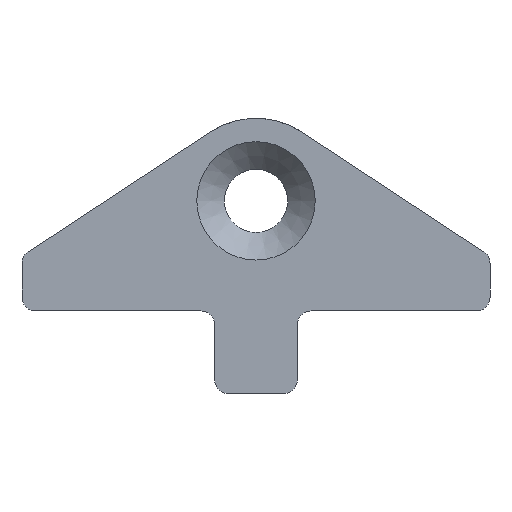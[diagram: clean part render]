
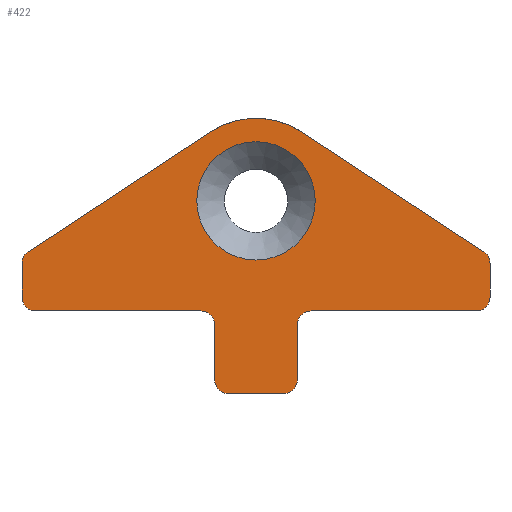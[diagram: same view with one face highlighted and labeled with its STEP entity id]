
A CAD part, front view. The second image highlights one B-rep face of the part: STEP entity #422.
In plain terms, the highlighted planar face has unit normal (0, -1, 0).
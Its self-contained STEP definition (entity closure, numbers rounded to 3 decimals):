
#25=FACE_BOUND('',#64,.T.);
#27=PLANE('',#461);
#40=FACE_OUTER_BOUND('',#63,.T.);
#63=EDGE_LOOP('',(#298,#299,#300,#301,#302,#303,#304,#305,#306,#307,#308,
#309,#310,#311,#312,#313,#314,#315));
#64=EDGE_LOOP('',(#316));
#88=LINE('',#652,#127);
#89=LINE('',#656,#128);
#90=LINE('',#660,#129);
#91=LINE('',#664,#130);
#92=LINE('',#668,#131);
#93=LINE('',#672,#132);
#94=LINE('',#676,#133);
#95=LINE('',#680,#134);
#96=LINE('',#683,#135);
#127=VECTOR('',#518,10.);
#128=VECTOR('',#521,10.);
#129=VECTOR('',#524,10.);
#130=VECTOR('',#527,10.);
#131=VECTOR('',#530,10.);
#132=VECTOR('',#533,10.);
#133=VECTOR('',#536,10.);
#134=VECTOR('',#539,10.);
#135=VECTOR('',#542,10.);
#166=CIRCLE('',#460,2.15);
#167=CIRCLE('',#462,0.5);
#168=CIRCLE('',#463,0.5);
#169=CIRCLE('',#464,0.5);
#170=CIRCLE('',#465,0.5);
#171=CIRCLE('',#466,3.);
#172=CIRCLE('',#467,0.5);
#173=CIRCLE('',#468,0.5);
#174=CIRCLE('',#469,0.5);
#175=CIRCLE('',#470,0.5);
#190=VERTEX_POINT('',#644);
#191=VERTEX_POINT('',#648);
#192=VERTEX_POINT('',#649);
#193=VERTEX_POINT('',#651);
#194=VERTEX_POINT('',#653);
#195=VERTEX_POINT('',#655);
#196=VERTEX_POINT('',#657);
#197=VERTEX_POINT('',#659);
#198=VERTEX_POINT('',#661);
#199=VERTEX_POINT('',#663);
#200=VERTEX_POINT('',#665);
#201=VERTEX_POINT('',#667);
#202=VERTEX_POINT('',#669);
#203=VERTEX_POINT('',#671);
#204=VERTEX_POINT('',#673);
#205=VERTEX_POINT('',#675);
#206=VERTEX_POINT('',#677);
#207=VERTEX_POINT('',#679);
#208=VERTEX_POINT('',#681);
#233=EDGE_CURVE('',#190,#190,#166,.T.);
#234=EDGE_CURVE('',#191,#192,#167,.T.);
#235=EDGE_CURVE('',#191,#193,#88,.T.);
#236=EDGE_CURVE('',#194,#193,#168,.T.);
#237=EDGE_CURVE('',#195,#194,#89,.T.);
#238=EDGE_CURVE('',#196,#195,#169,.T.);
#239=EDGE_CURVE('',#197,#196,#90,.T.);
#240=EDGE_CURVE('',#198,#197,#170,.T.);
#241=EDGE_CURVE('',#198,#199,#91,.T.);
#242=EDGE_CURVE('',#200,#199,#171,.T.);
#243=EDGE_CURVE('',#201,#200,#92,.T.);
#244=EDGE_CURVE('',#202,#201,#172,.T.);
#245=EDGE_CURVE('',#203,#202,#93,.T.);
#246=EDGE_CURVE('',#204,#203,#173,.T.);
#247=EDGE_CURVE('',#205,#204,#94,.T.);
#248=EDGE_CURVE('',#206,#205,#174,.T.);
#249=EDGE_CURVE('',#206,#207,#95,.T.);
#250=EDGE_CURVE('',#208,#207,#175,.T.);
#251=EDGE_CURVE('',#208,#192,#96,.T.);
#298=ORIENTED_EDGE('',*,*,#234,.F.);
#299=ORIENTED_EDGE('',*,*,#235,.T.);
#300=ORIENTED_EDGE('',*,*,#236,.F.);
#301=ORIENTED_EDGE('',*,*,#237,.F.);
#302=ORIENTED_EDGE('',*,*,#238,.F.);
#303=ORIENTED_EDGE('',*,*,#239,.F.);
#304=ORIENTED_EDGE('',*,*,#240,.F.);
#305=ORIENTED_EDGE('',*,*,#241,.T.);
#306=ORIENTED_EDGE('',*,*,#242,.F.);
#307=ORIENTED_EDGE('',*,*,#243,.F.);
#308=ORIENTED_EDGE('',*,*,#244,.F.);
#309=ORIENTED_EDGE('',*,*,#245,.F.);
#310=ORIENTED_EDGE('',*,*,#246,.F.);
#311=ORIENTED_EDGE('',*,*,#247,.F.);
#312=ORIENTED_EDGE('',*,*,#248,.F.);
#313=ORIENTED_EDGE('',*,*,#249,.T.);
#314=ORIENTED_EDGE('',*,*,#250,.F.);
#315=ORIENTED_EDGE('',*,*,#251,.T.);
#316=ORIENTED_EDGE('',*,*,#233,.F.);
#422=ADVANCED_FACE('',(#40,#25),#27,.F.);
#460=AXIS2_PLACEMENT_3D('',#646,#512,#513);
#461=AXIS2_PLACEMENT_3D('',#647,#514,#515);
#462=AXIS2_PLACEMENT_3D('',#650,#516,#517);
#463=AXIS2_PLACEMENT_3D('',#654,#519,#520);
#464=AXIS2_PLACEMENT_3D('',#658,#522,#523);
#465=AXIS2_PLACEMENT_3D('',#662,#525,#526);
#466=AXIS2_PLACEMENT_3D('',#666,#528,#529);
#467=AXIS2_PLACEMENT_3D('',#670,#531,#532);
#468=AXIS2_PLACEMENT_3D('',#674,#534,#535);
#469=AXIS2_PLACEMENT_3D('',#678,#537,#538);
#470=AXIS2_PLACEMENT_3D('',#682,#540,#541);
#512=DIRECTION('center_axis',(0.,-1.,0.));
#513=DIRECTION('ref_axis',(1.,0.,0.));
#514=DIRECTION('center_axis',(0.,1.,0.));
#515=DIRECTION('ref_axis',(1.,0.,0.));
#516=DIRECTION('center_axis',(0.,1.,0.));
#517=DIRECTION('ref_axis',(0.707,0.,-0.707));
#518=DIRECTION('',(0.,0.,1.));
#519=DIRECTION('center_axis',(0.,-1.,0.));
#520=DIRECTION('ref_axis',(-0.707,0.,0.707));
#521=DIRECTION('',(-1.,0.,0.));
#522=DIRECTION('center_axis',(0.,1.,0.));
#523=DIRECTION('ref_axis',(0.707,0.,-0.707));
#524=DIRECTION('',(0.,0.,-1.));
#525=DIRECTION('center_axis',(0.,1.,0.));
#526=DIRECTION('ref_axis',(0.88,0.,0.475));
#527=DIRECTION('',(-0.835,0.,0.55));
#528=DIRECTION('center_axis',(0.,1.,0.));
#529=DIRECTION('ref_axis',(1.,0.,0.));
#530=DIRECTION('',(0.835,0.,0.55));
#531=DIRECTION('center_axis',(0.,1.,0.));
#532=DIRECTION('ref_axis',(-0.88,0.,0.475));
#533=DIRECTION('',(0.,0.,1.));
#534=DIRECTION('center_axis',(0.,1.,0.));
#535=DIRECTION('ref_axis',(-0.707,0.,-0.707));
#536=DIRECTION('',(-1.,0.,0.));
#537=DIRECTION('center_axis',(0.,-1.,0.));
#538=DIRECTION('ref_axis',(0.707,0.,0.707));
#539=DIRECTION('',(0.,0.,-1.));
#540=DIRECTION('center_axis',(0.,1.,0.));
#541=DIRECTION('ref_axis',(-0.707,0.,-0.707));
#542=DIRECTION('',(1.,0.,0.));
#644=CARTESIAN_POINT('',(-2.15,0.,0.));
#646=CARTESIAN_POINT('Origin',(0.,0.,0.));
#647=CARTESIAN_POINT('Origin',(0.,0.,-2.247));
#648=CARTESIAN_POINT('',(1.5,0.,-6.5));
#649=CARTESIAN_POINT('',(1.,0.,-7.));
#650=CARTESIAN_POINT('Origin',(1.,0.,-6.5));
#651=CARTESIAN_POINT('',(1.5,0.,-4.5));
#652=CARTESIAN_POINT('',(1.5,0.,-7.));
#653=CARTESIAN_POINT('',(2.,0.,-4.));
#654=CARTESIAN_POINT('Origin',(2.,0.,-4.5));
#655=CARTESIAN_POINT('',(8.,0.,-4.));
#656=CARTESIAN_POINT('',(8.5,0.,-4.));
#657=CARTESIAN_POINT('',(8.5,0.,-3.5));
#658=CARTESIAN_POINT('Origin',(8.,0.,-3.5));
#659=CARTESIAN_POINT('',(8.5,0.,-2.27));
#660=CARTESIAN_POINT('',(8.5,0.,4.));
#661=CARTESIAN_POINT('',(8.275,0.,-1.852));
#662=CARTESIAN_POINT('Origin',(8.,0.,-2.27));
#663=CARTESIAN_POINT('',(1.649,0.,2.506));
#664=CARTESIAN_POINT('',(8.5,0.,-2.));
#665=CARTESIAN_POINT('',(-1.649,0.,2.506));
#666=CARTESIAN_POINT('Origin',(0.,0.,0.));
#667=CARTESIAN_POINT('',(-8.275,0.,-1.852));
#668=CARTESIAN_POINT('',(-8.5,0.,-2.));
#669=CARTESIAN_POINT('',(-8.5,0.,-2.27));
#670=CARTESIAN_POINT('Origin',(-8.,0.,-2.27));
#671=CARTESIAN_POINT('',(-8.5,0.,-3.5));
#672=CARTESIAN_POINT('',(-8.5,0.,-4.));
#673=CARTESIAN_POINT('',(-8.,0.,-4.));
#674=CARTESIAN_POINT('Origin',(-8.,0.,-3.5));
#675=CARTESIAN_POINT('',(-2.,0.,-4.));
#676=CARTESIAN_POINT('',(8.5,0.,-4.));
#677=CARTESIAN_POINT('',(-1.5,0.,-4.5));
#678=CARTESIAN_POINT('Origin',(-2.,0.,-4.5));
#679=CARTESIAN_POINT('',(-1.5,0.,-6.5));
#680=CARTESIAN_POINT('',(-1.5,0.,-4.));
#681=CARTESIAN_POINT('',(-1.,0.,-7.));
#682=CARTESIAN_POINT('Origin',(-1.,0.,-6.5));
#683=CARTESIAN_POINT('',(-1.5,0.,-7.));
